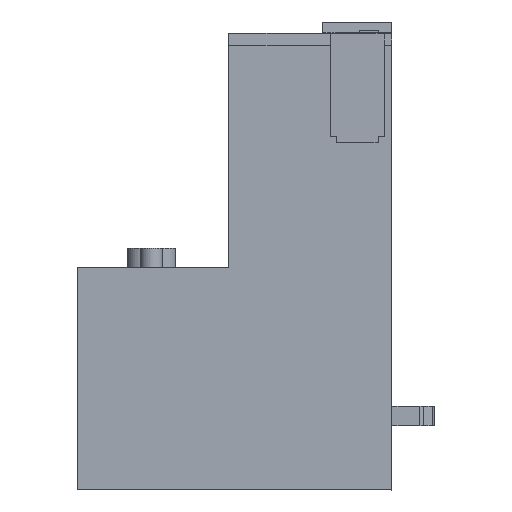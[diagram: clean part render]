
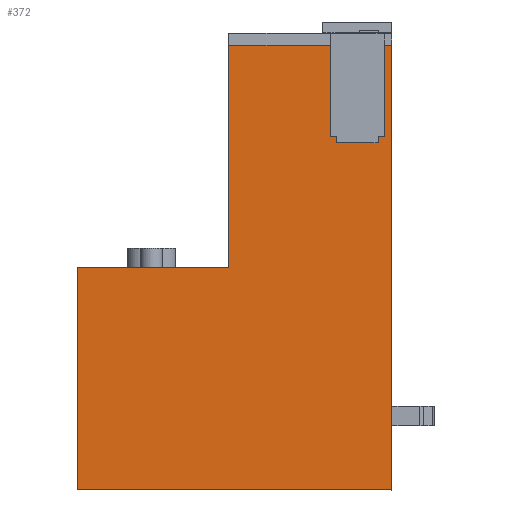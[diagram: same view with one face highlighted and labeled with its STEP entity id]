
A CAD part, front view. The second image highlights one B-rep face of the part: STEP entity #372.
In plain terms, the highlighted planar face has unit normal (0, -1, 0).
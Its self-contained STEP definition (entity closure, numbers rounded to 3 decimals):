
#272=AXIS2_PLACEMENT_3D('Plane Axis2P3D',#269,#270,#271) ;
#73=CARTESIAN_POINT('Vertex',(0.,0.,0.)) ;
#76=CARTESIAN_POINT('Line Origine',(0.,0.,18.383)) ;
#80=CARTESIAN_POINT('Vertex',(0.,0.,36.765)) ;
#254=CARTESIAN_POINT('Vertex',(52.,0.,0.)) ;
#257=CARTESIAN_POINT('Line Origine',(26.,0.,0.)) ;
#269=CARTESIAN_POINT('Axis2P3D Location',(0.,0.,0.)) ;
#274=CARTESIAN_POINT('Line Origine',(41.8,0.,66.033)) ;
#278=CARTESIAN_POINT('Vertex',(41.8,0.,58.5)) ;
#280=CARTESIAN_POINT('Vertex',(41.8,0.,73.566)) ;
#283=CARTESIAN_POINT('Line Origine',(33.4,0.,73.566)) ;
#287=CARTESIAN_POINT('Vertex',(25.,0.,73.566)) ;
#290=CARTESIAN_POINT('Line Origine',(25.,0.,55.166)) ;
#294=CARTESIAN_POINT('Vertex',(25.,0.,36.765)) ;
#297=CARTESIAN_POINT('Line Origine',(12.5,0.,36.765)) ;
#302=CARTESIAN_POINT('Line Origine',(52.,0.,36.783)) ;
#306=CARTESIAN_POINT('Vertex',(52.,0.,73.566)) ;
#309=CARTESIAN_POINT('Line Origine',(51.35,0.,73.566)) ;
#313=CARTESIAN_POINT('Vertex',(50.7,0.,73.566)) ;
#316=CARTESIAN_POINT('Line Origine',(50.7,0.,66.033)) ;
#320=CARTESIAN_POINT('Vertex',(50.7,0.,58.5)) ;
#323=CARTESIAN_POINT('Line Origine',(50.2,0.,58.5)) ;
#327=CARTESIAN_POINT('Vertex',(49.7,0.,58.5)) ;
#330=CARTESIAN_POINT('Line Origine',(49.7,0.,58.)) ;
#334=CARTESIAN_POINT('Vertex',(49.7,0.,57.5)) ;
#337=CARTESIAN_POINT('Line Origine',(46.25,0.,57.5)) ;
#341=CARTESIAN_POINT('Vertex',(42.8,0.,57.5)) ;
#344=CARTESIAN_POINT('Line Origine',(42.8,0.,58.)) ;
#348=CARTESIAN_POINT('Vertex',(42.8,0.,58.5)) ;
#351=CARTESIAN_POINT('Line Origine',(42.3,0.,58.5)) ;
#77=DIRECTION('Vector Direction',(0.,0.,1.)) ;
#258=DIRECTION('Vector Direction',(-1.,0.,0.)) ;
#270=DIRECTION('Axis2P3D Direction',(0.,1.,0.)) ;
#271=DIRECTION('Axis2P3D XDirection',(0.,0.,1.)) ;
#275=DIRECTION('Vector Direction',(0.,0.,1.)) ;
#284=DIRECTION('Vector Direction',(1.,0.,0.)) ;
#291=DIRECTION('Vector Direction',(0.,0.,1.)) ;
#298=DIRECTION('Vector Direction',(1.,0.,0.)) ;
#303=DIRECTION('Vector Direction',(0.,0.,-1.)) ;
#310=DIRECTION('Vector Direction',(1.,0.,0.)) ;
#317=DIRECTION('Vector Direction',(0.,0.,-1.)) ;
#324=DIRECTION('Vector Direction',(-1.,0.,0.)) ;
#331=DIRECTION('Vector Direction',(0.,0.,-1.)) ;
#338=DIRECTION('Vector Direction',(-1.,0.,0.)) ;
#345=DIRECTION('Vector Direction',(0.,0.,1.)) ;
#352=DIRECTION('Vector Direction',(-1.,0.,0.)) ;
#78=VECTOR('Line Direction',#77,1.) ;
#259=VECTOR('Line Direction',#258,1.) ;
#276=VECTOR('Line Direction',#275,1.) ;
#285=VECTOR('Line Direction',#284,1.) ;
#292=VECTOR('Line Direction',#291,1.) ;
#299=VECTOR('Line Direction',#298,1.) ;
#304=VECTOR('Line Direction',#303,1.) ;
#311=VECTOR('Line Direction',#310,1.) ;
#318=VECTOR('Line Direction',#317,1.) ;
#325=VECTOR('Line Direction',#324,1.) ;
#332=VECTOR('Line Direction',#331,1.) ;
#339=VECTOR('Line Direction',#338,1.) ;
#346=VECTOR('Line Direction',#345,1.) ;
#353=VECTOR('Line Direction',#352,1.) ;
#357=ORIENTED_EDGE('',*,*,#282,.T.) ;
#358=ORIENTED_EDGE('',*,*,#289,.F.) ;
#359=ORIENTED_EDGE('',*,*,#296,.F.) ;
#360=ORIENTED_EDGE('',*,*,#301,.F.) ;
#361=ORIENTED_EDGE('',*,*,#82,.F.) ;
#362=ORIENTED_EDGE('',*,*,#261,.F.) ;
#363=ORIENTED_EDGE('',*,*,#308,.F.) ;
#364=ORIENTED_EDGE('',*,*,#315,.F.) ;
#365=ORIENTED_EDGE('',*,*,#322,.T.) ;
#366=ORIENTED_EDGE('',*,*,#329,.T.) ;
#367=ORIENTED_EDGE('',*,*,#336,.T.) ;
#368=ORIENTED_EDGE('',*,*,#343,.T.) ;
#369=ORIENTED_EDGE('',*,*,#350,.T.) ;
#370=ORIENTED_EDGE('',*,*,#355,.T.) ;
#372=ADVANCED_FACE('NAUO1\\_UR20-FBC-D-SUB',(#371),#273,.F.) ;
#82=EDGE_CURVE('',#74,#81,#79,.T.) ;
#261=EDGE_CURVE('',#255,#74,#260,.T.) ;
#282=EDGE_CURVE('',#279,#281,#277,.T.) ;
#289=EDGE_CURVE('',#288,#281,#286,.T.) ;
#296=EDGE_CURVE('',#295,#288,#293,.T.) ;
#301=EDGE_CURVE('',#81,#295,#300,.T.) ;
#308=EDGE_CURVE('',#307,#255,#305,.T.) ;
#315=EDGE_CURVE('',#314,#307,#312,.T.) ;
#322=EDGE_CURVE('',#314,#321,#319,.T.) ;
#329=EDGE_CURVE('',#321,#328,#326,.T.) ;
#336=EDGE_CURVE('',#328,#335,#333,.T.) ;
#343=EDGE_CURVE('',#335,#342,#340,.T.) ;
#350=EDGE_CURVE('',#342,#349,#347,.T.) ;
#355=EDGE_CURVE('',#349,#279,#354,.T.) ;
#356=EDGE_LOOP('',(#357,#358,#359,#360,#361,#362,#363,#364,#365,#366,#367,#368,#369,#370)) ;
#371=FACE_OUTER_BOUND('',#356,.T.) ;
#79=LINE('Line',#76,#78) ;
#260=LINE('Line',#257,#259) ;
#277=LINE('Line',#274,#276) ;
#286=LINE('Line',#283,#285) ;
#293=LINE('Line',#290,#292) ;
#300=LINE('Line',#297,#299) ;
#305=LINE('Line',#302,#304) ;
#312=LINE('Line',#309,#311) ;
#319=LINE('Line',#316,#318) ;
#326=LINE('Line',#323,#325) ;
#333=LINE('Line',#330,#332) ;
#340=LINE('Line',#337,#339) ;
#347=LINE('Line',#344,#346) ;
#354=LINE('Line',#351,#353) ;
#273=PLANE('',#272) ;
#74=VERTEX_POINT('',#73) ;
#81=VERTEX_POINT('',#80) ;
#255=VERTEX_POINT('',#254) ;
#279=VERTEX_POINT('',#278) ;
#281=VERTEX_POINT('',#280) ;
#288=VERTEX_POINT('',#287) ;
#295=VERTEX_POINT('',#294) ;
#307=VERTEX_POINT('',#306) ;
#314=VERTEX_POINT('',#313) ;
#321=VERTEX_POINT('',#320) ;
#328=VERTEX_POINT('',#327) ;
#335=VERTEX_POINT('',#334) ;
#342=VERTEX_POINT('',#341) ;
#349=VERTEX_POINT('',#348) ;
